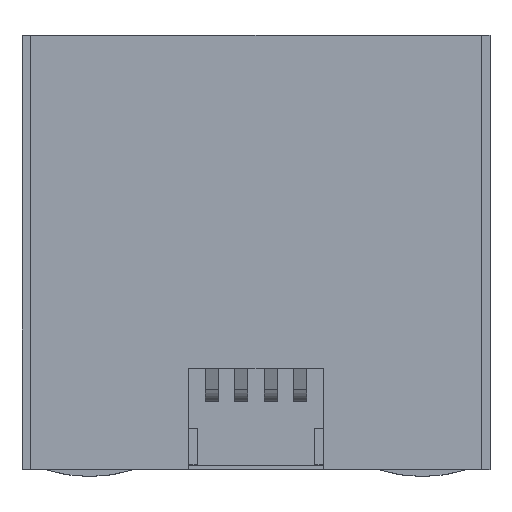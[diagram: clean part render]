
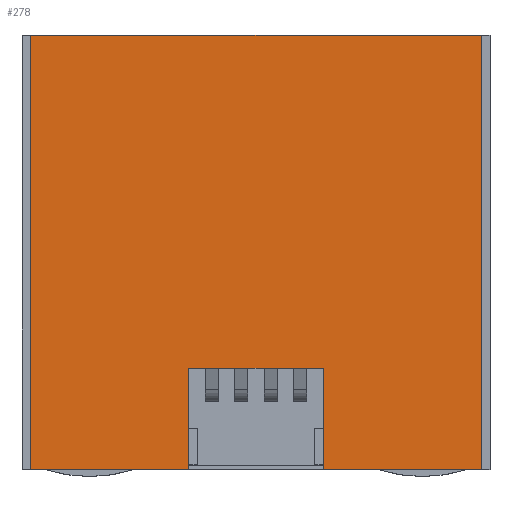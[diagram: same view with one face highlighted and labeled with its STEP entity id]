
A CAD part, top view. The second image highlights one B-rep face of the part: STEP entity #278.
In plain terms, the highlighted planar face has unit normal (0, 0, 1).
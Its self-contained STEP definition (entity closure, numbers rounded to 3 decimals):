
#278=ADVANCED_FACE('',(#789),#790,.F.);
#789=FACE_OUTER_BOUND('',#1558,.T.);
#790=PLANE('',#1559);
#1558=EDGE_LOOP('',(#2380,#2381,#2382,#2383,#2384,#2385,#2386,#2387));
#1559=AXIS2_PLACEMENT_3D('',#2388,#2389,#2390);
#2380=ORIENTED_EDGE('',*,*,#4652,.T.);
#2381=ORIENTED_EDGE('',*,*,#4655,.T.);
#2382=ORIENTED_EDGE('',*,*,#4656,.F.);
#2383=ORIENTED_EDGE('',*,*,#4657,.F.);
#2384=ORIENTED_EDGE('',*,*,#4658,.F.);
#2385=ORIENTED_EDGE('',*,*,#4659,.F.);
#2386=ORIENTED_EDGE('',*,*,#4660,.F.);
#2387=ORIENTED_EDGE('',*,*,#4661,.F.);
#2388=CARTESIAN_POINT('',(0.3,0.25,13.7));
#2389=DIRECTION('',(0.0,0.0,-1.0));
#2390=DIRECTION('',(0.0,-1.0,0.0));
#4652=EDGE_CURVE('',#5608,#5606,#5609,.T.);
#4655=EDGE_CURVE('',#5606,#5612,#5613,.T.);
#4656=EDGE_CURVE('',#5614,#5612,#5615,.T.);
#4657=EDGE_CURVE('',#5616,#5614,#5617,.T.);
#4658=EDGE_CURVE('',#5618,#5616,#5619,.T.);
#4659=EDGE_CURVE('',#5620,#5618,#5621,.T.);
#4660=EDGE_CURVE('',#5622,#5620,#5623,.T.);
#4661=EDGE_CURVE('',#5608,#5622,#5624,.T.);
#5606=VERTEX_POINT('',#6987);
#5608=VERTEX_POINT('',#6990);
#5609=LINE('',#6991,#6992);
#5612=VERTEX_POINT('',#6996);
#5613=LINE('',#6997,#6998);
#5614=VERTEX_POINT('',#6999);
#5615=LINE('',#7000,#7001);
#5616=VERTEX_POINT('',#7002);
#5617=LINE('',#7003,#7004);
#5618=VERTEX_POINT('',#7005);
#5619=LINE('',#7006,#7007);
#5620=VERTEX_POINT('',#7008);
#5621=LINE('',#7009,#7010);
#5622=VERTEX_POINT('',#7011);
#5623=LINE('',#7012,#7013);
#5624=LINE('',#7014,#7015);
#6987=CARTESIAN_POINT('',(15.88,15.25,13.7));
#6990=CARTESIAN_POINT('',(15.88,0.25,13.7));
#6991=CARTESIAN_POINT('',(15.88,0.25,13.7));
#6992=VECTOR('',#8827,1.0);
#6996=CARTESIAN_POINT('',(0.3,15.25,13.7));
#6997=CARTESIAN_POINT('',(13.15,15.25,13.7));
#6998=VECTOR('',#8829,1.0);
#6999=CARTESIAN_POINT('',(0.3,0.25,13.7));
#7000=CARTESIAN_POINT('',(0.3,0.25,13.7));
#7001=VECTOR('',#8830,1.0);
#7002=CARTESIAN_POINT('',(5.76,0.25,13.7));
#7003=CARTESIAN_POINT('',(13.15,0.25,13.7));
#7004=VECTOR('',#8831,1.0);
#7005=CARTESIAN_POINT('',(5.76,3.75,13.7));
#7006=CARTESIAN_POINT('',(5.76,0.25,13.7));
#7007=VECTOR('',#8832,1.0);
#7008=CARTESIAN_POINT('',(10.42,3.75,13.7));
#7009=CARTESIAN_POINT('',(8.09,3.75,13.7));
#7010=VECTOR('',#8833,1.0);
#7011=CARTESIAN_POINT('',(10.42,0.25,13.7));
#7012=CARTESIAN_POINT('',(10.42,0.25,13.7));
#7013=VECTOR('',#8834,1.0);
#7014=CARTESIAN_POINT('',(13.15,0.25,13.7));
#7015=VECTOR('',#8835,1.0);
#8827=DIRECTION('',(0.0,1.0,0.0));
#8829=DIRECTION('',(-1.0,0.0,0.0));
#8830=DIRECTION('',(0.0,1.0,0.0));
#8831=DIRECTION('',(-1.0,0.0,0.0));
#8832=DIRECTION('',(0.0,-1.0,0.0));
#8833=DIRECTION('',(-1.0,0.0,0.0));
#8834=DIRECTION('',(0.0,1.0,0.0));
#8835=DIRECTION('',(-1.0,0.0,0.0));
